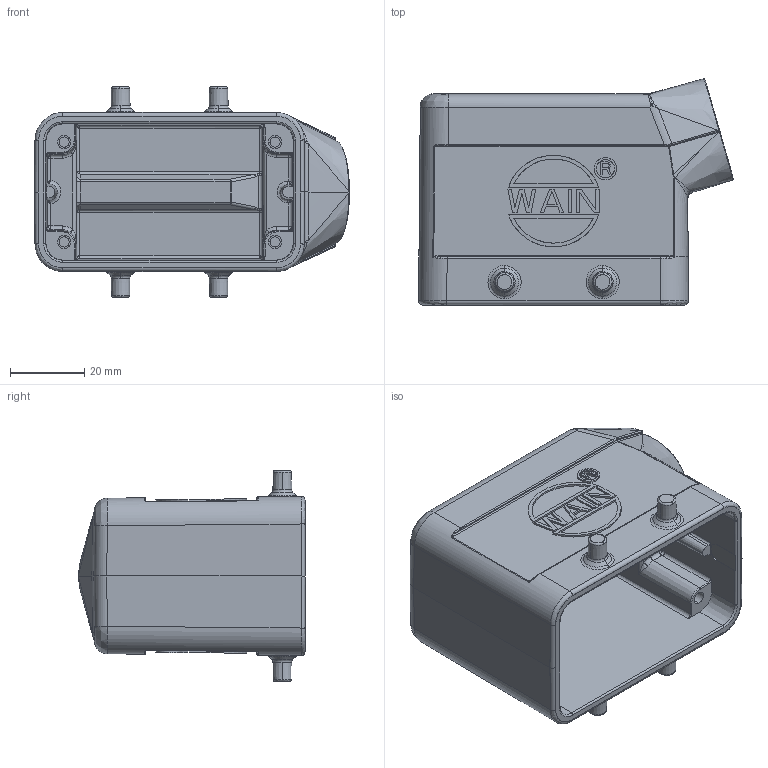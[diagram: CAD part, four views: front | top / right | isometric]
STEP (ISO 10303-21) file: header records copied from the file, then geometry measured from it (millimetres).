
FILE_DESCRIPTION (( 'STEP AP203' ), '1' );
FILE_NAME ('H10B-SE.STEP', '2018-10-23T01:00:36', ( '' ), ( '' ), 'SwSTEP 2.0', 'SolidWorks 2016', '' );
FILE_SCHEMA (( 'CONFIG_CONTROL_DESIGN' ));
Length unit declared in the file: millimetre
Products named in the file (1): H10B-SE
Bounding box: 85.1 x 61.21 x 57 mm (x, y, z)
Volume: 55279.6 mm3; surface area: 31292.1 mm2
Topology: 1 solids, 1 shells, 630 faces, 1557 edges, 947 vertices
Faces by surface type: plane 243, bspline 224, cylinder 134, cone 29
Entity records: 30355 total; most frequent: CARTESIAN_POINT 17622, ORIENTED_EDGE 3070, DIRECTION 1930, EDGE_CURVE 1535, VERTEX_POINT 947, LINE 734, VECTOR 734, EDGE_LOOP 672
